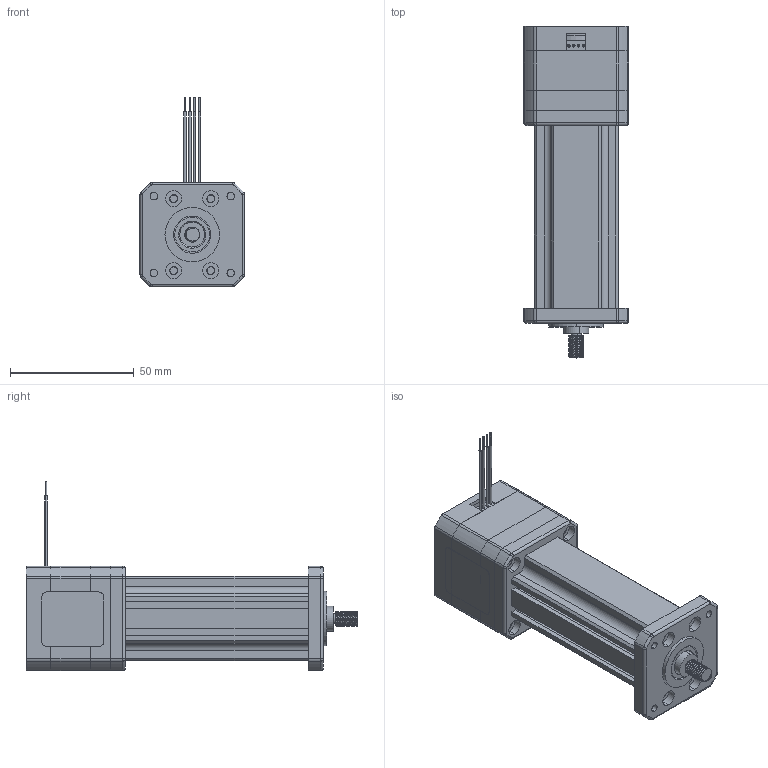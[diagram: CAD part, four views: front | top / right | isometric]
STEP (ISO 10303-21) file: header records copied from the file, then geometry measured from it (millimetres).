
FILE_DESCRIPTION (( 'STEP AP214' ), '1' );
FILE_NAME ('17C21-150.STEP', '2023-03-07T07:43:14', ( '' ), ( '' ), 'SwSTEP 2.0', 'SolidWorks 2022', '' );
FILE_SCHEMA (( 'AUTOMOTIVE_DESIGN' ));
Length unit declared in the file: millimetre
Products named in the file (11): 后盖.STP; 42单厚铭牌.STP; 01-008.STP; 08-006.STP; 17C21-150.STP; 01-024.STP; 04-026.STP; 01-026.STP; 17C21-150; 10-013.STP; 02-020.STP
Assembly tree (10 placements, depth 3):
  17C21-150
    17C21-150.STP
      02-020.STP
      01-008.STP
      后盖.STP
      01-024.STP
      08-006.STP
      04-026.STP
      01-026.STP
      10-013.STP
      42单厚铭牌.STP
Bounding box: 42.4 x 133.9 x 76.6 mm (x, y, z)
Volume: 77057.2 mm3; surface area: 63593.5 mm2
Topology: 9 solids, 9 shells, 685 faces, 1732 edges, 1117 vertices
Faces by surface type: cylinder 311, plane 304, cone 44, bspline 18, torus 8
Entity records: 22908 total; most frequent: CARTESIAN_POINT 5205, DIRECTION 3707, ORIENTED_EDGE 3460, EDGE_CURVE 1730, AXIS2_PLACEMENT_3D 1343, VERTEX_POINT 1117, LINE 1021, VECTOR 1021
